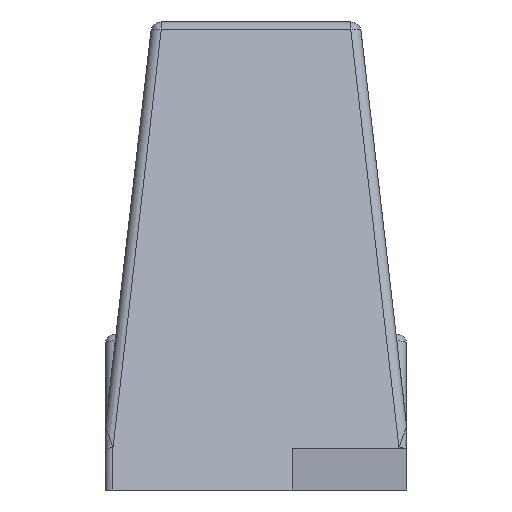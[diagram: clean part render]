
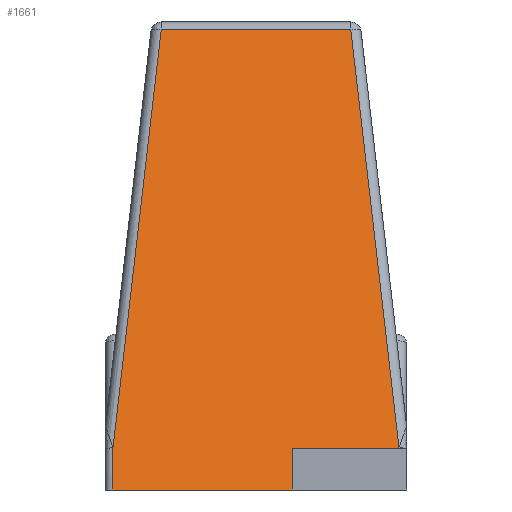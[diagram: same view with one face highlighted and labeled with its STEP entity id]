
A CAD part, left-side view. The second image highlights one B-rep face of the part: STEP entity #1661.
In plain terms, the highlighted planar face has unit normal (-0.958, 0, 0.287).
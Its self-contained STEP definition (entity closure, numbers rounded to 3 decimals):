
#232=ORIENTED_EDGE('',*,*,#736,.F.);
#233=ORIENTED_EDGE('',*,*,#737,.T.);
#234=ORIENTED_EDGE('',*,*,#738,.T.);
#235=ORIENTED_EDGE('',*,*,#739,.T.);
#236=ORIENTED_EDGE('',*,*,#740,.T.);
#237=ORIENTED_EDGE('',*,*,#741,.T.);
#238=ORIENTED_EDGE('',*,*,#742,.T.);
#239=ORIENTED_EDGE('',*,*,#743,.F.);
#736=EDGE_CURVE('',#988,#989,#1140,.T.);
#737=EDGE_CURVE('',#988,#990,#1141,.F.);
#738=EDGE_CURVE('',#990,#991,#1142,.T.);
#739=EDGE_CURVE('',#991,#992,#1143,.F.);
#740=EDGE_CURVE('',#992,#993,#1144,.T.);
#741=EDGE_CURVE('',#993,#994,#1145,.T.);
#742=EDGE_CURVE('',#994,#995,#1146,.T.);
#743=EDGE_CURVE('',#989,#995,#1147,.T.);
#988=VERTEX_POINT('',#2493);
#989=VERTEX_POINT('',#2494);
#990=VERTEX_POINT('',#2496);
#991=VERTEX_POINT('',#2498);
#992=VERTEX_POINT('',#2500);
#993=VERTEX_POINT('',#2502);
#994=VERTEX_POINT('',#2504);
#995=VERTEX_POINT('',#2506);
#1140=LINE('',#2492,#1258);
#1141=LINE('',#2495,#1259);
#1142=LINE('',#2497,#1260);
#1143=LINE('',#2499,#1261);
#1144=LINE('',#2501,#1262);
#1145=LINE('',#2503,#1263);
#1146=LINE('',#2505,#1264);
#1147=LINE('',#2507,#1265);
#1258=VECTOR('',#1984,1000.);
#1259=VECTOR('',#1985,1000.);
#1260=VECTOR('',#1986,1000.);
#1261=VECTOR('',#1987,1000.);
#1262=VECTOR('',#1988,1000.);
#1263=VECTOR('',#1989,1000.);
#1264=VECTOR('',#1990,1000.);
#1265=VECTOR('',#1991,1000.);
#1376=EDGE_LOOP('',(#232,#233,#234,#235,#236,#237,#238,#239));
#1502=FACE_BOUND('',#1376,.T.);
#1628=PLANE('',#1785);
#1661=ADVANCED_FACE('',(#1502),#1628,.T.);
#1785=AXIS2_PLACEMENT_3D('',#2491,#1982,#1983);
#1982=DIRECTION('',(-0.958,0.,0.287));
#1983=DIRECTION('',(0.287,0.,0.958));
#1984=DIRECTION('',(0.,1.,0.));
#1985=DIRECTION('',(-0.287,0.,-0.958));
#1986=DIRECTION('',(0.286,0.11,0.952));
#1987=DIRECTION('',(0.,-1.,0.));
#1988=DIRECTION('',(-0.286,0.11,-0.952));
#1989=DIRECTION('',(-0.287,0.,-0.958));
#1990=DIRECTION('',(0.,-1.,0.));
#1991=DIRECTION('',(-0.287,0.,-0.958));
#2491=CARTESIAN_POINT('',(0.,29.,0.));
#2492=CARTESIAN_POINT('',(1.2,29.,4.));
#2493=CARTESIAN_POINT('',(1.2,0.75,4.));
#2494=CARTESIAN_POINT('',(1.2,11.,4.));
#2495=CARTESIAN_POINT('',(0.,0.75,0.));
#2496=CARTESIAN_POINT('',(1.219,0.75,4.063));
#2497=CARTESIAN_POINT('',(0.901,0.628,3.003));
#2498=CARTESIAN_POINT('',(13.286,5.391,44.287));
#2499=CARTESIAN_POINT('',(13.286,29.,44.287));
#2500=CARTESIAN_POINT('',(13.286,23.609,44.287));
#2501=CARTESIAN_POINT('',(-0.009,28.722,-0.029));
#2502=CARTESIAN_POINT('',(1.219,28.25,4.063));
#2503=CARTESIAN_POINT('',(0.,28.25,0.));
#2504=CARTESIAN_POINT('',(0.,28.25,0.));
#2505=CARTESIAN_POINT('',(0.,29.,0.));
#2506=CARTESIAN_POINT('',(0.,11.,0.));
#2507=CARTESIAN_POINT('',(0.,11.,0.));
